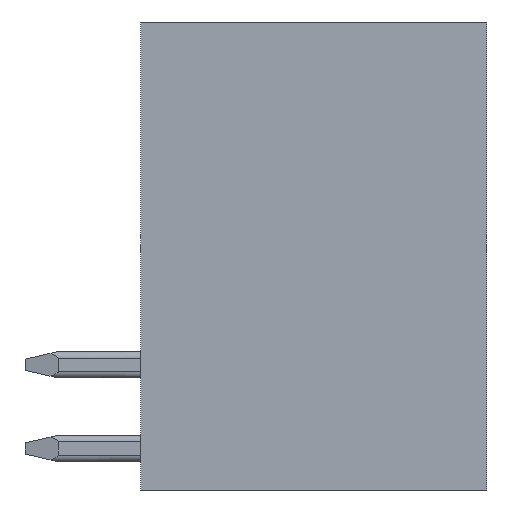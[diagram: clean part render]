
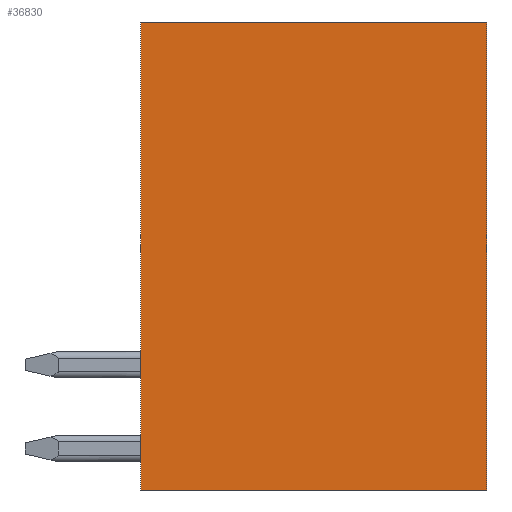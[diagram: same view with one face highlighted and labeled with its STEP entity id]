
A CAD part, front view. The second image highlights one B-rep face of the part: STEP entity #36830.
In plain terms, the highlighted planar face has unit normal (0, -1, 0).
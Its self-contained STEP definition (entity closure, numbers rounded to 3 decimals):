
#8583=DIRECTION('',(-1.,0.,0.));
#8584=VECTOR('',#8583,10.5);
#8585=CARTESIAN_POINT('',(5.25,-55.59,7.1));
#8586=LINE('',#8585,#8584);
#8587=DIRECTION('',(0.,0.,1.));
#8588=VECTOR('',#8587,14.2);
#8589=CARTESIAN_POINT('',(5.25,-55.59,-7.1));
#8590=LINE('',#8589,#8588);
#8591=DIRECTION('',(1.,0.,0.));
#8592=VECTOR('',#8591,10.5);
#8593=CARTESIAN_POINT('',(-5.25,-55.59,-7.1));
#8594=LINE('',#8593,#8592);
#8595=DIRECTION('',(0.,0.,-1.));
#8596=VECTOR('',#8595,14.2);
#8597=CARTESIAN_POINT('',(-5.25,-55.59,7.1));
#8598=LINE('',#8597,#8596);
#21001=CARTESIAN_POINT('',(5.25,-55.59,7.1));
#21002=CARTESIAN_POINT('',(-5.25,-55.59,7.1));
#21003=VERTEX_POINT('',#21001);
#21004=VERTEX_POINT('',#21002);
#21005=CARTESIAN_POINT('',(-5.25,-55.59,-7.1));
#21006=VERTEX_POINT('',#21005);
#21007=CARTESIAN_POINT('',(5.25,-55.59,-7.1));
#21008=VERTEX_POINT('',#21007);
#36819=CARTESIAN_POINT('',(0.,-55.59,0.));
#36820=DIRECTION('',(0.,-1.,0.));
#36821=DIRECTION('',(0.,0.,-1.));
#36822=AXIS2_PLACEMENT_3D('',#36819,#36820,#36821);
#36823=PLANE('',#36822);
#36824=ORIENTED_EDGE('',*,*,#36350,.F.);
#36825=ORIENTED_EDGE('',*,*,#36467,.F.);
#36826=ORIENTED_EDGE('',*,*,#36811,.F.);
#36827=ORIENTED_EDGE('',*,*,#26316,.F.);
#36828=EDGE_LOOP('',(#36824,#36825,#36826,#36827));
#36829=FACE_OUTER_BOUND('',#36828,.F.);
#36830=ADVANCED_FACE('',(#36829),#36823,.T.);
#26316=EDGE_CURVE('',#21004,#21006,#8598,.T.);
#36350=EDGE_CURVE('',#21003,#21004,#8586,.T.);
#36467=EDGE_CURVE('',#21008,#21003,#8590,.T.);
#36811=EDGE_CURVE('',#21006,#21008,#8594,.T.);
